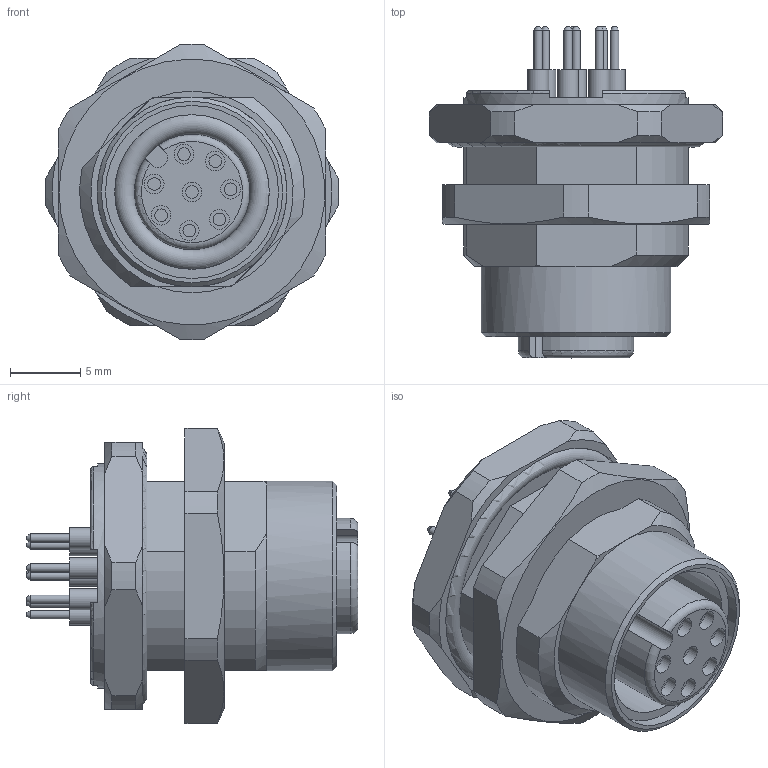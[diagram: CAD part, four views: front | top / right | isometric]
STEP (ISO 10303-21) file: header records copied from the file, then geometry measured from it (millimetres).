
FILE_DESCRIPTION(/* description */ (''),/* implementation_level */ '2;1');
FILE_NAME(/* name */ 'AL-FHM12KUA8-P_M16.stp',/* time_stamp */ '2016-11-16T16:31:54+01:00',/* author */ (''),/* organization */ (''),/* preprocessor_version */ 'ST-DEVELOPER v16',/* originating_system */ 'SIEMENS PLM Software NX 10.0',/* authorisation */ '');
FILE_SCHEMA (('AUTOMOTIVE_DESIGN { 1 0 10303 214 3 1 1 1 }'));
Length unit declared in the file: millimetre
Products named in the file (1): AL-FHM12KUA8-P_M16
Bounding box: 20.89 x 23.6 x 20.99 mm (x, y, z)
Volume: 3365.3 mm3; surface area: 2542.8 mm2
Topology: 1 solids, 1 shells, 177 faces, 427 edges, 282 vertices
Faces by surface type: plane 77, cylinder 62, cone 27, torus 11
Full cylindrical faces by diameter (mm): 0.6 x8, 0.9 x8, 1.4 x8, 1.5 x8, 11 x1, 12.3 x1, 13.5 x1, 16 x1
Entity records: 5200 total; most frequent: CARTESIAN_POINT 1240, DIRECTION 834, ORIENTED_EDGE 732, EDGE_CURVE 366, AXIS2_PLACEMENT_3D 352, VERTEX_POINT 270, EDGE_LOOP 264, ADVANCED_FACE 177
